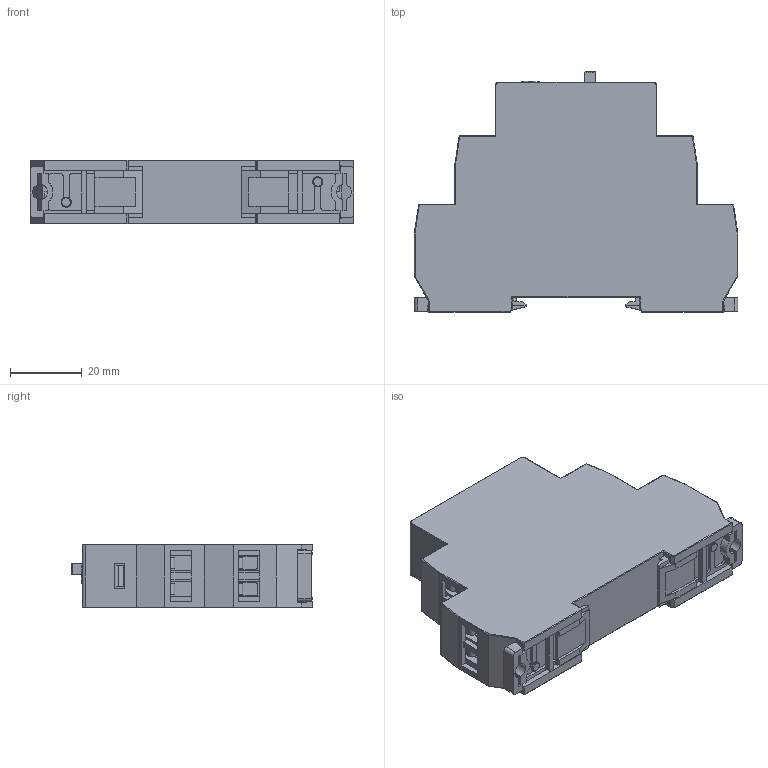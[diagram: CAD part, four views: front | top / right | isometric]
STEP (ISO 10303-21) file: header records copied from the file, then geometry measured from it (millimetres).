
FILE_DESCRIPTION (( 'STEP AP214' ), '1' );
FILE_NAME ('IEK_GRB8-01_3D.STEP', '2023-06-27T05:46:23', ( '' ), ( '' ), 'SwSTEP 2.0', 'SolidWorks 2016', '' );
FILE_SCHEMA (( 'AUTOMOTIVE_DESIGN' ));
Length unit declared in the file: millimetre
Products named in the file (1): IEK_GRB8-01_3D
Bounding box: 90.03 x 66.83 x 17.8 mm (x, y, z)
Volume: 73609.8 mm3; surface area: 25083.1 mm2
Topology: 1 solids, 17 shells, 1301 faces, 3558 edges, 2249 vertices
Faces by surface type: plane 885, cylinder 267, cone 81, torus 54, sphere 14
Entity records: 54912 total; most frequent: CARTESIAN_POINT 8247, ORIENTED_EDGE 7012, DIRECTION 6647, EDGE_CURVE 3506, LINE 2637, VECTOR 2637, VERTEX_POINT 2245, AXIS2_PLACEMENT_3D 2005
